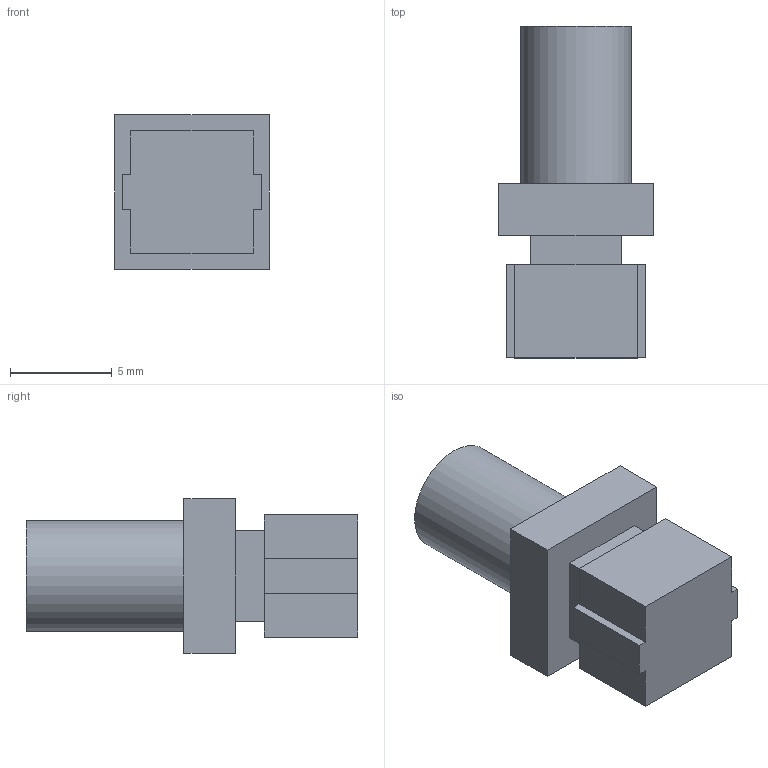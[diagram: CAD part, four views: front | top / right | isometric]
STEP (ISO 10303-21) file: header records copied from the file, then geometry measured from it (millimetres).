
FILE_DESCRIPTION(/* description */ (''),/* implementation_level */ '2;1');
FILE_NAME(/* name */ 'SW_PUSH_LED_6mm.step',/* time_stamp */ '2019-05-18T21:34:28+08:00',/* author */ (''),/* organization */ (''),/* preprocessor_version */ 'ST-DEVELOPER v17.2',/* originating_system */ 'Autodesk Translation Framework v7.6.0.251',/* authorisation */ '');
FILE_SCHEMA (('AUTOMOTIVE_DESIGN { 1 0 10303 214 3 1 1 }'));
Length unit declared in the file: millimetre
Products named in the file (4): SW_PUSH_LED_6mm; Base; Actuator; Shaft
Assembly tree (3 placements, depth 2):
  SW_PUSH_LED_6mm
    Base
    Actuator
    Shaft
Bounding box: 7.6 x 16.3 x 7.6 mm (x, y, z)
Volume: 591.2 mm3; surface area: 639.9 mm2
Topology: 3 solids, 3 shells, 28 faces, 63 edges, 42 vertices
Faces by surface type: plane 27, cylinder 1
Full cylindrical faces by diameter (mm): 5.45 x1
Entity records: 917 total; most frequent: CARTESIAN_POINT 141, DIRECTION 137, ORIENTED_EDGE 126, EDGE_CURVE 63, LINE 61, VECTOR 61, VERTEX_POINT 42, AXIS2_PLACEMENT_3D 38
